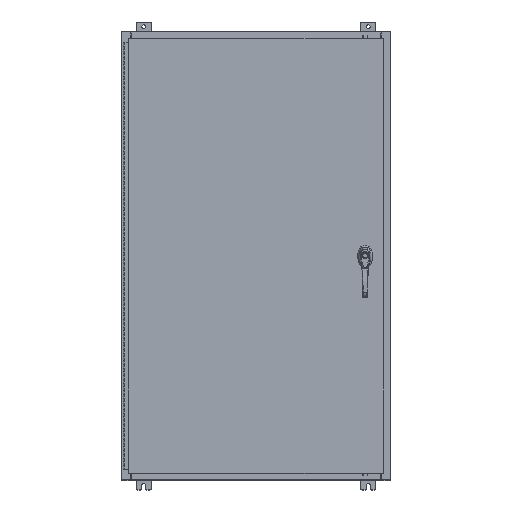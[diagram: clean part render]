
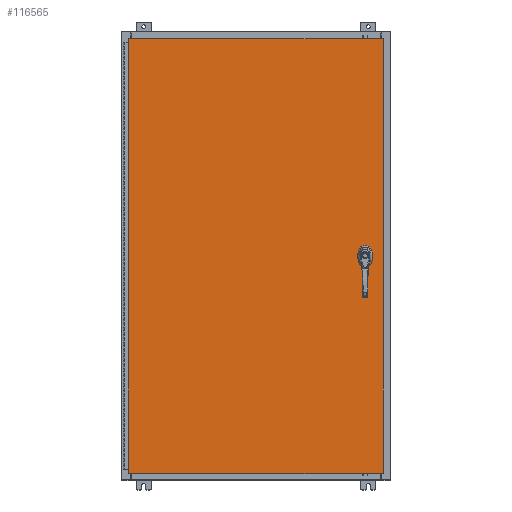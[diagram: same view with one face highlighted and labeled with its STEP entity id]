
A CAD part, top view. The second image highlights one B-rep face of the part: STEP entity #116565.
In plain terms, the highlighted planar face has unit normal (0, 0, 1).
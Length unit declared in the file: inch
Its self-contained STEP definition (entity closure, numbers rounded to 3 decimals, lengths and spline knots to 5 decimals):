
#78 = DIRECTION ( 'NONE',  ( -1., 0., 0. ) ) ;
#120 = DIRECTION ( 'NONE',  ( 1., 0., 0. ) ) ;
#1043 = VECTOR ( 'NONE', #61444, 39.37008 ) ;
#1568 = EDGE_CURVE ( 'NONE', #48206, #21916, #13575, .T. ) ;
#2393 = EDGE_CURVE ( 'NONE', #28974, #64006, #39341, .T. ) ;
#2558 = LINE ( 'NONE', #5694, #28494 ) ;
#4992 = EDGE_LOOP ( 'NONE', ( #38380, #71554, #94680, #136054 ) ) ;
#5694 = CARTESIAN_POINT ( 'NONE',  ( -16.9903, 29.0063, 0. ) ) ;
#7234 = LINE ( 'NONE', #140715, #36629 ) ;
#13575 = CIRCLE ( 'NONE', #32121, 0.45 ) ;
#13783 = DIRECTION ( 'NONE',  ( 0., 0., 1. ) ) ;
#13877 = VECTOR ( 'NONE', #130952, 39.37008 ) ;
#14950 = CIRCLE ( 'NONE', #26505, 0.45 ) ;
#18346 = DIRECTION ( 'NONE',  ( 0., 0., 1. ) ) ;
#19370 = CARTESIAN_POINT ( 'NONE',  ( -16.9903, -29.0063, 0. ) ) ;
#19593 = DIRECTION ( 'NONE',  ( -1., 0., 0. ) ) ;
#19806 = CARTESIAN_POINT ( 'NONE',  ( 14.981, -0.20023, 0. ) ) ;
#20416 = EDGE_CURVE ( 'NONE', #83627, #53856, #27771, .T. ) ;
#21916 = VERTEX_POINT ( 'NONE', #108907 ) ;
#22896 = DIRECTION ( 'NONE',  ( 0., 1., 0. ) ) ;
#23475 = CARTESIAN_POINT ( 'NONE',  ( -16.9903, 29.0063, 0. ) ) ;
#26241 = CARTESIAN_POINT ( 'NONE',  ( 14.175, 0., 0. ) ) ;
#26292 = AXIS2_PLACEMENT_3D ( 'NONE', #109727, #66110, #78 ) ;
#26313 = ORIENTED_EDGE ( 'NONE', *, *, #97741, .F. ) ;
#26505 = AXIS2_PLACEMENT_3D ( 'NONE', #132570, #66151, #120 ) ;
#27742 = VECTOR ( 'NONE', #22896, 39.37008 ) ;
#27771 = LINE ( 'NONE', #62039, #86377 ) ;
#27920 = DIRECTION ( 'NONE',  ( 0., -1., 0. ) ) ;
#28494 = VECTOR ( 'NONE', #27920, 39.37008 ) ;
#28656 = EDGE_CURVE ( 'NONE', #64006, #28974, #129299, .T. ) ;
#28974 = VERTEX_POINT ( 'NONE', #110369 ) ;
#29259 = AXIS2_PLACEMENT_3D ( 'NONE', #35062, #112409, #46118 ) ;
#32121 = AXIS2_PLACEMENT_3D ( 'NONE', #135174, #33871, #75642 ) ;
#33242 = CARTESIAN_POINT ( 'NONE',  ( 14.7495, -1.338, 0. ) ) ;
#33871 = DIRECTION ( 'NONE',  ( 0., 0., 1. ) ) ;
#33986 = CARTESIAN_POINT ( 'NONE',  ( 16.9903, -29.0063, 0. ) ) ;
#34285 = ORIENTED_EDGE ( 'NONE', *, *, #138378, .F. ) ;
#35062 = CARTESIAN_POINT ( 'NONE',  ( 14.578, 0., 0. ) ) ;
#36629 = VECTOR ( 'NONE', #52150, 39.37008 ) ;
#36794 = CIRCLE ( 'NONE', #142959, 0.45 ) ;
#37452 = CARTESIAN_POINT ( 'NONE',  ( 16.9903, 29.0063, 0. ) ) ;
#38380 = ORIENTED_EDGE ( 'NONE', *, *, #20416, .T. ) ;
#38536 = LINE ( 'NONE', #129839, #119798 ) ;
#39341 = CIRCLE ( 'NONE', #78296, 0.1715 ) ;
#39512 = VERTEX_POINT ( 'NONE', #84758 ) ;
#39515 = ORIENTED_EDGE ( 'NONE', *, *, #140080, .T. ) ;
#42795 = DIRECTION ( 'NONE',  ( 0., 0., 1. ) ) ;
#44130 = AXIS2_PLACEMENT_3D ( 'NONE', #84382, #18346, #95549 ) ;
#46118 = DIRECTION ( 'NONE',  ( 1., 0., 0. ) ) ;
#48206 = VERTEX_POINT ( 'NONE', #81879 ) ;
#48778 = CARTESIAN_POINT ( 'NONE',  ( 14.175, 0.20023, 0. ) ) ;
#49097 = EDGE_CURVE ( 'NONE', #94279, #83627, #2558, .T. ) ;
#51987 = ORIENTED_EDGE ( 'NONE', *, *, #132023, .F. ) ;
#52150 = DIRECTION ( 'NONE',  ( -1., 0., 0. ) ) ;
#53601 = ORIENTED_EDGE ( 'NONE', *, *, #28656, .F. ) ;
#53665 = ORIENTED_EDGE ( 'NONE', *, *, #87783, .F. ) ;
#53856 = VERTEX_POINT ( 'NONE', #69480 ) ;
#55053 = PLANE ( 'NONE',  #26292 ) ;
#55651 = ORIENTED_EDGE ( 'NONE', *, *, #1568, .F. ) ;
#55948 = FACE_OUTER_BOUND ( 'NONE', #4992, .T. ) ;
#59735 = LINE ( 'NONE', #139399, #1043 ) ;
#61444 = DIRECTION ( 'NONE',  ( 0., -1., 0. ) ) ;
#62039 = CARTESIAN_POINT ( 'NONE',  ( -16.9903, -29.0063, 0. ) ) ;
#64006 = VERTEX_POINT ( 'NONE', #33242 ) ;
#64095 = CARTESIAN_POINT ( 'NONE',  ( 0., -0.403, 0. ) ) ;
#66110 = DIRECTION ( 'NONE',  ( 0., 0., -1. ) ) ;
#66151 = DIRECTION ( 'NONE',  ( 0., 0., 1. ) ) ;
#69480 = CARTESIAN_POINT ( 'NONE',  ( 16.9903, -29.0063, 0. ) ) ;
#70374 = VECTOR ( 'NONE', #114715, 39.37008 ) ;
#71554 = ORIENTED_EDGE ( 'NONE', *, *, #111156, .T. ) ;
#73043 = DIRECTION ( 'NONE',  ( 1., 0., 0. ) ) ;
#75642 = DIRECTION ( 'NONE',  ( 1., 0., 0. ) ) ;
#76505 = EDGE_CURVE ( 'NONE', #91939, #94279, #7234, .T. ) ;
#77856 = EDGE_LOOP ( 'NONE', ( #39515, #129279, #26313, #53665, #34285, #51987, #111424, #55651 ) ) ;
#78022 = CARTESIAN_POINT ( 'NONE',  ( 14.77823, -0.403, 0. ) ) ;
#78296 = AXIS2_PLACEMENT_3D ( 'NONE', #107553, #13783, #124414 ) ;
#81879 = CARTESIAN_POINT ( 'NONE',  ( 14.981, 0.20023, 0. ) ) ;
#83627 = VERTEX_POINT ( 'NONE', #19370 ) ;
#84382 = CARTESIAN_POINT ( 'NONE',  ( 14.578, -1.338, 0. ) ) ;
#84575 = EDGE_CURVE ( 'NONE', #105951, #87056, #36794, .T. ) ;
#84758 = CARTESIAN_POINT ( 'NONE',  ( 14.37777, -0.403, 0. ) ) ;
#86377 = VECTOR ( 'NONE', #73043, 39.37008 ) ;
#87056 = VERTEX_POINT ( 'NONE', #19806 ) ;
#87783 = EDGE_CURVE ( 'NONE', #135267, #39512, #116076, .T. ) ;
#89790 = LINE ( 'NONE', #33986, #27742 ) ;
#90947 = VERTEX_POINT ( 'NONE', #48778 ) ;
#91939 = VERTEX_POINT ( 'NONE', #37452 ) ;
#94279 = VERTEX_POINT ( 'NONE', #23475 ) ;
#94680 = ORIENTED_EDGE ( 'NONE', *, *, #76505, .T. ) ;
#95549 = DIRECTION ( 'NONE',  ( 1., 0., 0. ) ) ;
#97741 = EDGE_CURVE ( 'NONE', #39512, #105951, #134979, .T. ) ;
#99837 = LINE ( 'NONE', #26241, #70374 ) ;
#105951 = VERTEX_POINT ( 'NONE', #78022 ) ;
#107553 = CARTESIAN_POINT ( 'NONE',  ( 14.578, -1.338, 0. ) ) ;
#108865 = EDGE_CURVE ( 'NONE', #21916, #140520, #38536, .T. ) ;
#108907 = CARTESIAN_POINT ( 'NONE',  ( 14.77823, 0.403, 0. ) ) ;
#109024 = CARTESIAN_POINT ( 'NONE',  ( 14.578, 0., 0. ) ) ;
#109727 = CARTESIAN_POINT ( 'NONE',  ( 0., 0., 0. ) ) ;
#110369 = CARTESIAN_POINT ( 'NONE',  ( 14.4065, -1.338, 0. ) ) ;
#110886 = EDGE_LOOP ( 'NONE', ( #53601, #142499 ) ) ;
#111156 = EDGE_CURVE ( 'NONE', #53856, #91939, #89790, .T. ) ;
#111424 = ORIENTED_EDGE ( 'NONE', *, *, #108865, .F. ) ;
#112409 = DIRECTION ( 'NONE',  ( 0., 0., 1. ) ) ;
#114715 = DIRECTION ( 'NONE',  ( 0., -1., 0. ) ) ;
#114920 = FACE_BOUND ( 'NONE', #110886, .T. ) ;
#116076 = CIRCLE ( 'NONE', #29259, 0.45 ) ;
#116565 = ADVANCED_FACE ( 'NONE', ( #114920, #55948, #140893 ), #55053, .F. ) ;
#119798 = VECTOR ( 'NONE', #19593, 39.37008 ) ;
#120170 = DIRECTION ( 'NONE',  ( 1., 0., 0. ) ) ;
#122659 = CARTESIAN_POINT ( 'NONE',  ( 14.175, -0.20023, 0. ) ) ;
#124414 = DIRECTION ( 'NONE',  ( 1., 0., 0. ) ) ;
#129279 = ORIENTED_EDGE ( 'NONE', *, *, #84575, .F. ) ;
#129299 = CIRCLE ( 'NONE', #44130, 0.1715 ) ;
#129839 = CARTESIAN_POINT ( 'NONE',  ( 0., 0.403, 0. ) ) ;
#130952 = DIRECTION ( 'NONE',  ( 1., 0., 0. ) ) ;
#132023 = EDGE_CURVE ( 'NONE', #140520, #90947, #14950, .T. ) ;
#132570 = CARTESIAN_POINT ( 'NONE',  ( 14.578, 0., 0. ) ) ;
#134979 = LINE ( 'NONE', #64095, #13877 ) ;
#135174 = CARTESIAN_POINT ( 'NONE',  ( 14.578, 0., 0. ) ) ;
#135267 = VERTEX_POINT ( 'NONE', #122659 ) ;
#136054 = ORIENTED_EDGE ( 'NONE', *, *, #49097, .T. ) ;
#138378 = EDGE_CURVE ( 'NONE', #90947, #135267, #99837, .T. ) ;
#139399 = CARTESIAN_POINT ( 'NONE',  ( 14.981, 0., 0. ) ) ;
#140080 = EDGE_CURVE ( 'NONE', #48206, #87056, #59735, .T. ) ;
#140520 = VERTEX_POINT ( 'NONE', #141124 ) ;
#140715 = CARTESIAN_POINT ( 'NONE',  ( 16.9903, 29.0063, 0. ) ) ;
#140893 = FACE_BOUND ( 'NONE', #77856, .T. ) ;
#141124 = CARTESIAN_POINT ( 'NONE',  ( 14.37777, 0.403, 0. ) ) ;
#142499 = ORIENTED_EDGE ( 'NONE', *, *, #2393, .F. ) ;
#142959 = AXIS2_PLACEMENT_3D ( 'NONE', #109024, #42795, #120170 ) ;
